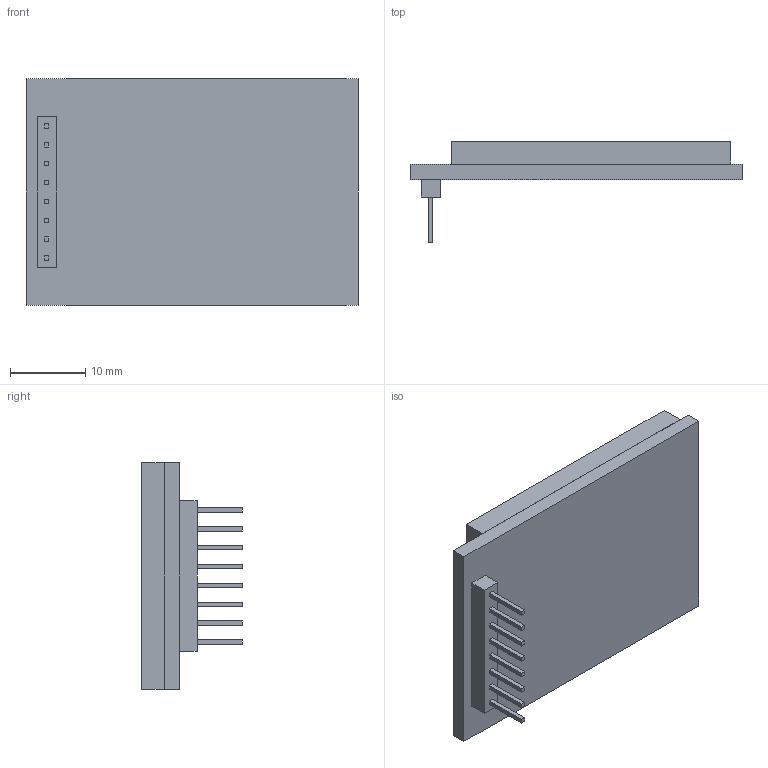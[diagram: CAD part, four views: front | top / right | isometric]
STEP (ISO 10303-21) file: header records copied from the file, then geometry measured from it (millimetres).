
FILE_DESCRIPTION (( 'STEP AP214' ), '1' );
FILE_NAME ('TFT 1.44.STEP', '2021-01-17T21:14:01', ( '' ), ( '' ), 'SwSTEP 2.0', 'SolidWorks 2016', '' );
FILE_SCHEMA (( 'AUTOMOTIVE_DESIGN' ));
Length unit declared in the file: millimetre
Products named in the file (1): TFT 1.44
Bounding box: 44 x 13.36 x 30 mm (x, y, z)
Volume: 6106.2 mm3; surface area: 6582.1 mm2
Topology: 12 solids, 12 shells, 76 faces, 156 edges, 104 vertices
Faces by surface type: plane 76
Entity records: 2405 total; most frequent: CARTESIAN_POINT 337, ORIENTED_EDGE 312, DIRECTION 310, LINE 156, VECTOR 156, EDGE_CURVE 156, VERTEX_POINT 104, EDGE_LOOP 78
